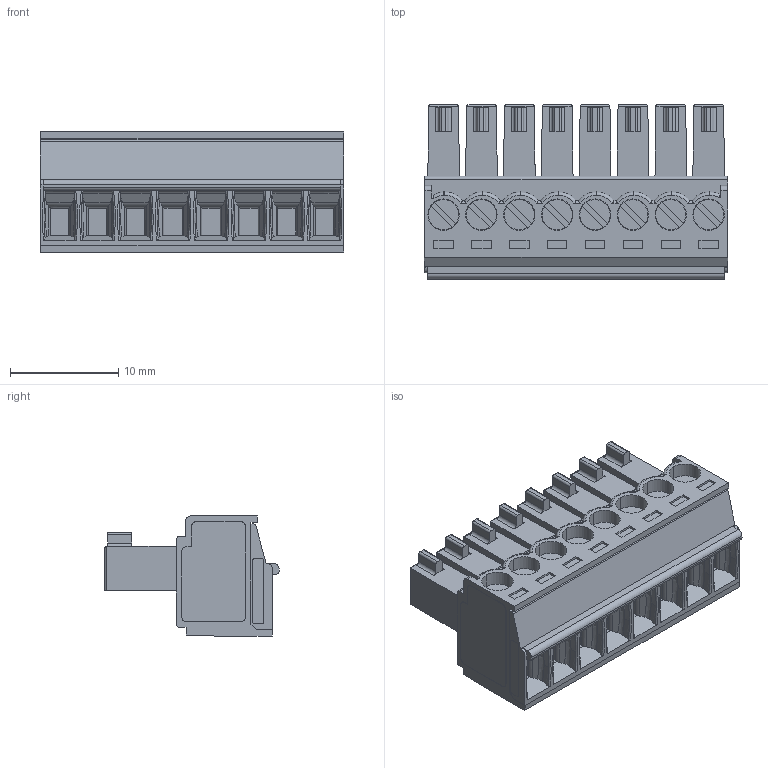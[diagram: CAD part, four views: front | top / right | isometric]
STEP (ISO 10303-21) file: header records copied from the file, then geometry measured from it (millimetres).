
FILE_DESCRIPTION(('STEP AP242'),'1');
FILE_NAME('1840421.stp','2024-05-13T12:18:43',('TraceParts'),('TraceParts S.A.'),'Spatial InterOp 3D',' ',' ');
FILE_SCHEMA(('AP242_MANAGED_MODEL_BASED_3D_ENGINEERING_MIM_LF {1 0 10303 442 1 1 4}'));
Length unit declared in the file: millimetre
Products named in the file (1): 1840421_1
Bounding box: 28.09 x 16.1 x 11.1 mm (x, y, z)
Volume: 2395.9 mm3; surface area: 5407.8 mm2
Topology: 25 solids, 25 shells, 1213 faces, 3207 edges, 2096 vertices
Faces by surface type: plane 778, cylinder 354, torus 33, cone 32, bspline 16
Entity records: 56077 total; most frequent: CARTESIAN_POINT 13352, ORIENTED_EDGE 6414, DIRECTION 6254, EDGE_CURVE 3207, LINE 2184, VECTOR 2184, VERTEX_POINT 2096, AXIS2_PLACEMENT_3D 2035
